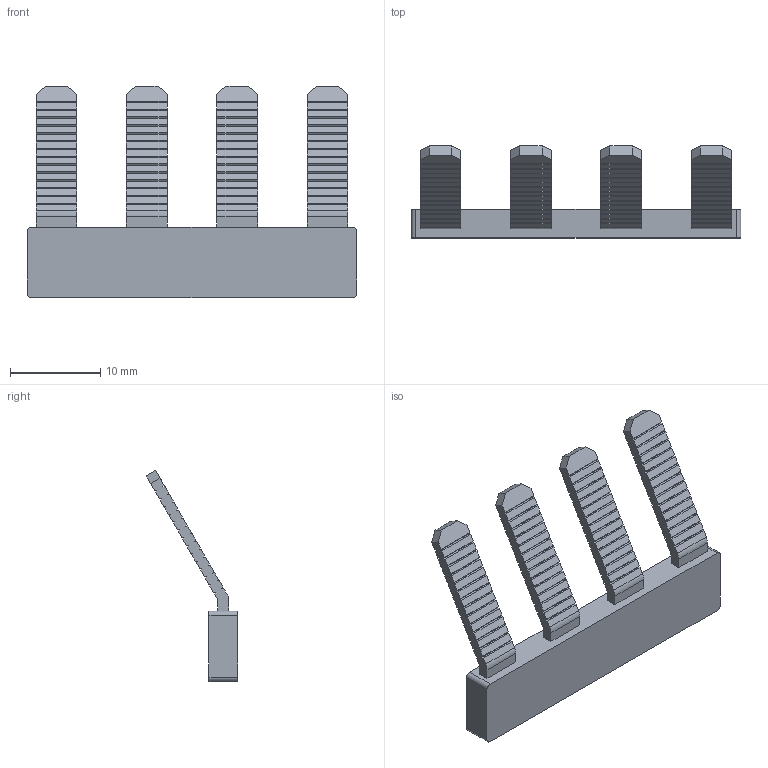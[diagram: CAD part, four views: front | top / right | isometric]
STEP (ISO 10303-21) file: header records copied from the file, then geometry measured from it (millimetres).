
FILE_DESCRIPTION (( 'STEP AP203' ), '1' );
FILE_NAME ('CA718_4.STEP', '2025-03-17T18:16:27', ( '' ), ( '' ), 'SwSTEP 2.0', 'SolidWorks 2022', '' );
FILE_SCHEMA (( 'CONFIG_CONTROL_DESIGN' ));
Length unit declared in the file: millimetre
Products named in the file (1): CA718_4
Bounding box: 36.5 x 10.15 x 23.37 mm (x, y, z)
Volume: 1271.3 mm3; surface area: 1754.9 mm2
Topology: 1 solids, 2 shells, 395 faces, 1161 edges, 774 vertices
Faces by surface type: plane 382, cylinder 13
Entity records: 12956 total; most frequent: CARTESIAN_POINT 2331, ORIENTED_EDGE 2322, DIRECTION 1979, EDGE_CURVE 1161, LINE 1135, VECTOR 1135, VERTEX_POINT 774, AXIS2_PLACEMENT_3D 422
